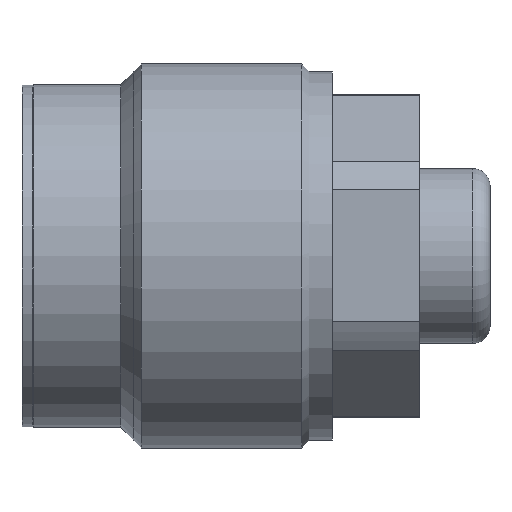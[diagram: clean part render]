
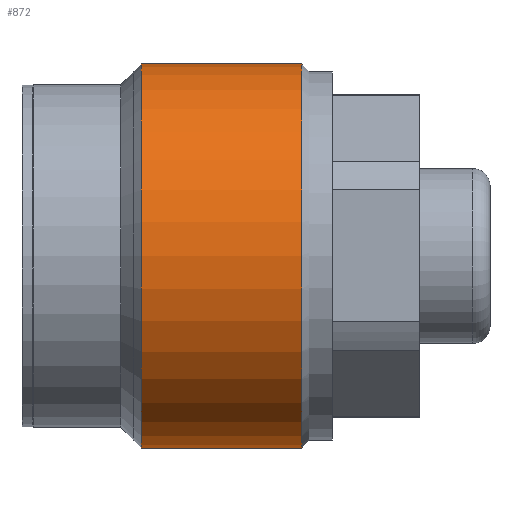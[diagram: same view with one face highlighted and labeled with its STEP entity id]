
A CAD part, top view. The second image highlights one B-rep face of the part: STEP entity #872.
In plain terms, the highlighted cylindrical face has radius 17.374 mm (diameter 34.747 mm), a partial arc.
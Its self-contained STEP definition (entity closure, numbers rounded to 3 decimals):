
#295=CARTESIAN_POINT('',(24.282,0.,0.));
#296=DIRECTION('',(1.,0.,0.));
#297=DIRECTION('',(0.,1.,0.));
#298=AXIS2_PLACEMENT_3D('',#295,#296,#297);
#304=DIRECTION('',(-1.,0.,0.));
#305=VECTOR('',#304,14.491);
#306=CARTESIAN_POINT('',(24.282,17.374,0.));
#307=LINE('',#306,#305);
#308=DIRECTION('',(-1.,0.,0.));
#309=VECTOR('',#308,14.491);
#310=CARTESIAN_POINT('',(24.282,-17.374,0.));
#311=LINE('',#310,#309);
#322=CARTESIAN_POINT('',(9.792,0.,0.));
#323=DIRECTION('',(1.,0.,0.));
#324=DIRECTION('',(0.,1.,0.));
#325=AXIS2_PLACEMENT_3D('',#322,#323,#324);
#504=CARTESIAN_POINT('',(9.792,17.374,0.));
#505=CARTESIAN_POINT('',(9.792,-17.374,0.));
#506=VERTEX_POINT('',#504);
#507=VERTEX_POINT('',#505);
#536=CARTESIAN_POINT('',(24.282,17.374,0.));
#537=CARTESIAN_POINT('',(24.282,-17.374,0.));
#538=VERTEX_POINT('',#536);
#539=VERTEX_POINT('',#537);
#858=CARTESIAN_POINT('',(-1.746,0.,0.));
#859=DIRECTION('',(1.,0.,0.));
#860=DIRECTION('',(0.,-1.,0.));
#861=AXIS2_PLACEMENT_3D('',#858,#859,#860);
#862=CYLINDRICAL_SURFACE('',#861,17.374);
#863=ORIENTED_EDGE('',*,*,#847,.T.);
#865=ORIENTED_EDGE('',*,*,#864,.T.);
#867=ORIENTED_EDGE('',*,*,#866,.F.);
#869=ORIENTED_EDGE('',*,*,#868,.F.);
#870=EDGE_LOOP('',(#863,#865,#867,#869));
#871=FACE_OUTER_BOUND('',#870,.F.);
#872=ADVANCED_FACE('',(#871),#862,.T.);
#299=CIRCLE('',#298,17.374);
#326=CIRCLE('',#325,17.374);
#847=EDGE_CURVE('',#538,#539,#299,.T.);
#864=EDGE_CURVE('',#539,#507,#311,.T.);
#866=EDGE_CURVE('',#506,#507,#326,.T.);
#868=EDGE_CURVE('',#538,#506,#307,.T.);
